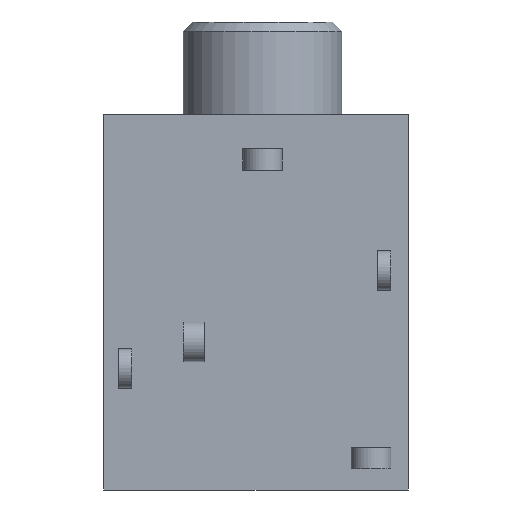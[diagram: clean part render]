
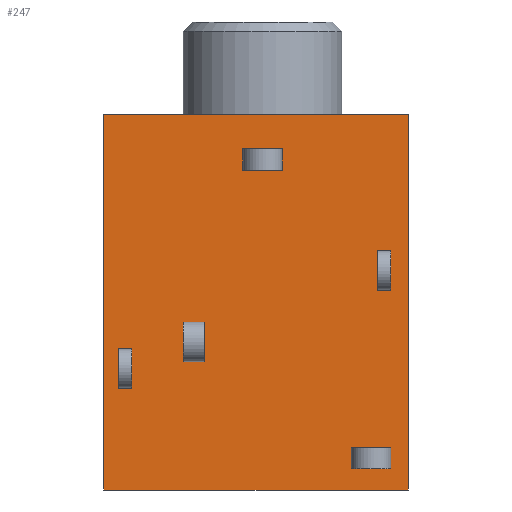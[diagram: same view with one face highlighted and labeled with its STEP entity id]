
A CAD part, front view. The second image highlights one B-rep face of the part: STEP entity #247.
In plain terms, the highlighted planar face has unit normal (0, -1, 0).
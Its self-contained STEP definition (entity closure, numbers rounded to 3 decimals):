
#115 = VERTEX_POINT('',#116);
#116 = CARTESIAN_POINT('',(0.,0.,0.));
#122 = EDGE_CURVE('',#115,#123,#125,.T.);
#123 = VERTEX_POINT('',#124);
#124 = CARTESIAN_POINT('',(11.5,0.,0.));
#125 = LINE('',#126,#127);
#126 = CARTESIAN_POINT('',(0.,0.,0.));
#127 = VECTOR('',#128,1.);
#128 = DIRECTION('',(1.,0.,0.));
#158 = VERTEX_POINT('',#159);
#159 = CARTESIAN_POINT('',(0.,0.,-14.2));
#165 = EDGE_CURVE('',#158,#115,#166,.T.);
#166 = LINE('',#167,#168);
#167 = CARTESIAN_POINT('',(0.,0.,0.));
#168 = VECTOR('',#169,1.);
#169 = DIRECTION('',(0.,0.,1.));
#187 = EDGE_CURVE('',#123,#188,#190,.T.);
#188 = VERTEX_POINT('',#189);
#189 = CARTESIAN_POINT('',(11.5,0.,-14.2));
#190 = LINE('',#191,#192);
#191 = CARTESIAN_POINT('',(11.5,0.,0.));
#192 = VECTOR('',#193,1.);
#193 = DIRECTION('',(0.,0.,-1.));
#217 = EDGE_CURVE('',#188,#158,#218,.T.);
#218 = LINE('',#219,#220);
#219 = CARTESIAN_POINT('',(0.,0.,-14.2));
#220 = VECTOR('',#221,1.);
#221 = DIRECTION('',(-1.,0.,0.));
#247 = ADVANCED_FACE('',(#248),#254,.T.);
#248 = FACE_BOUND('',#249,.T.);
#249 = EDGE_LOOP('',(#250,#251,#252,#253));
#250 = ORIENTED_EDGE('',*,*,#165,.F.);
#251 = ORIENTED_EDGE('',*,*,#217,.F.);
#252 = ORIENTED_EDGE('',*,*,#187,.F.);
#253 = ORIENTED_EDGE('',*,*,#122,.F.);
#254 = PLANE('',#255);
#255 = AXIS2_PLACEMENT_3D('',#256,#257,#258);
#256 = CARTESIAN_POINT('',(0.,0.,0.));
#257 = DIRECTION('',(0.,-1.,0.));
#258 = DIRECTION('',(0.,0.,-1.));
